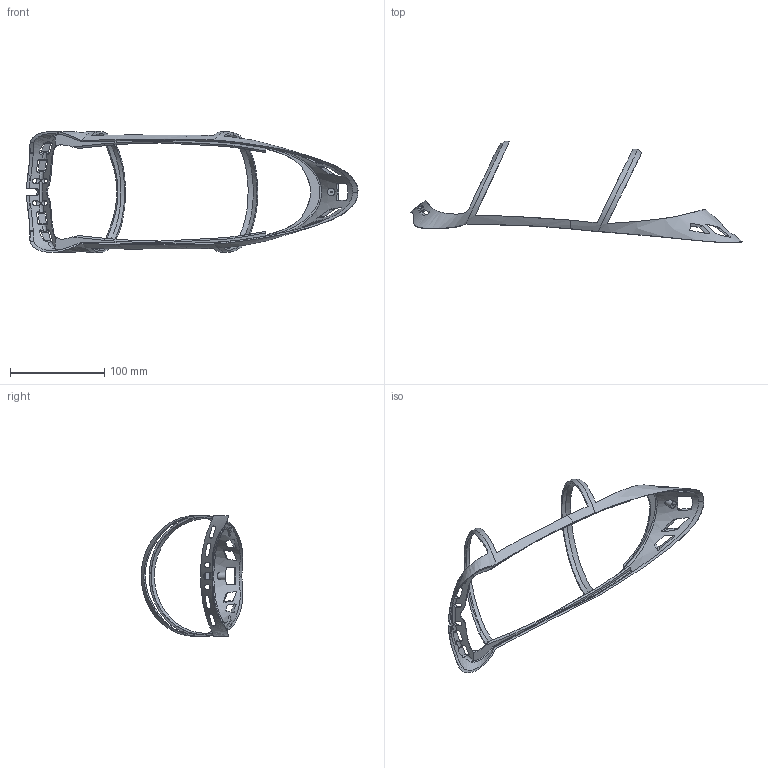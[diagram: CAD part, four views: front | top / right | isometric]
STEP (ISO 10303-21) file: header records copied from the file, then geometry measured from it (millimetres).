
FILE_DESCRIPTION (( 'STEP AP214' ), '1' );
FILE_NAME ('毅妡組膘耀 amoled SPI hud inbeded.STEP', '2024-03-25T15:31:15', ( '' ), ( '' ), 'SwSTEP 2.0', 'SolidWorks 2018', '' );
FILE_SCHEMA (( 'AUTOMOTIVE_DESIGN' ));
Length unit declared in the file: millimetre
Products named in the file (1): 毅妡組膘耀 amoled SPI hud inbeded
Bounding box: 351.94 x 107.67 x 128.3 mm (x, y, z)
Volume: 42295 mm3; surface area: 49840.9 mm2
Topology: 1 solids, 1 shells, 216 faces, 668 edges, 442 vertices
Faces by surface type: bspline 118, plane 49, cylinder 47, cone 2
Entity records: 23781 total; most frequent: CARTESIAN_POINT 18940, ORIENTED_EDGE 1332, EDGE_CURVE 666, B_SPLINE_CURVE_WITH_KNOTS 466, VERTEX_POINT 442, DIRECTION 359, EDGE_LOOP 248, FACE_OUTER_BOUND 216
